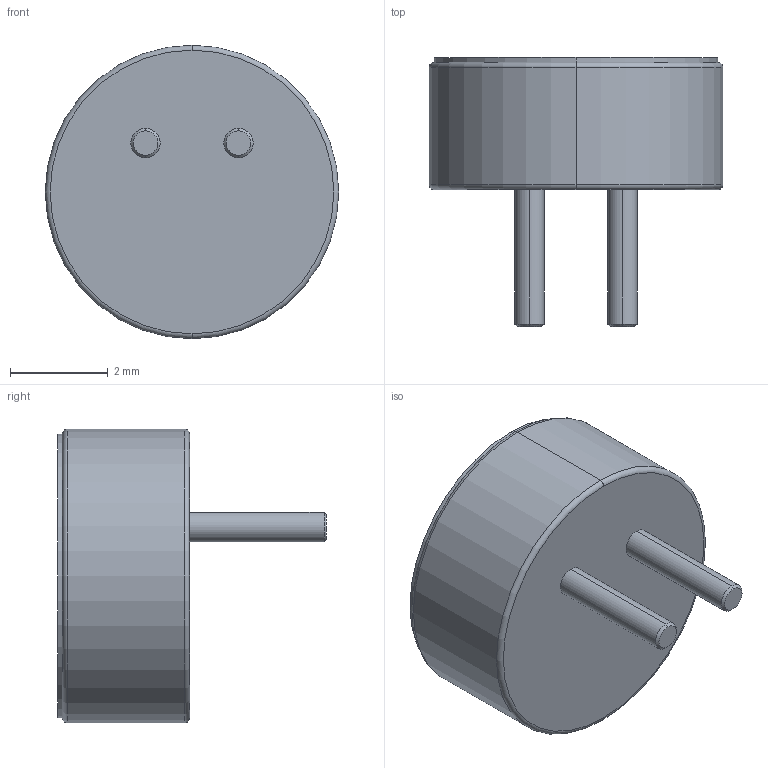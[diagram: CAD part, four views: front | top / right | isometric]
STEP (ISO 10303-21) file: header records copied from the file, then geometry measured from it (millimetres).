
FILE_DESCRIPTION (( 'STEP AP214' ), '1' );
FILE_NAME ('microphone.STEP', '2015-03-09T18:02:08', ( '' ), ( '' ), 'SwSTEP 2.0', 'SolidWorks 2014', '' );
FILE_SCHEMA (( 'AUTOMOTIVE_DESIGN' ));
Length unit declared in the file: millimetre
Products named in the file (1): microphone
Bounding box: 6 x 5.5 x 6 mm (x, y, z)
Volume: 76.9 mm3; surface area: 119.3 mm2
Topology: 1 solids, 1 shells, 23 faces, 44 edges, 26 vertices
Faces by surface type: cylinder 10, plane 5, cone 4, torus 4
Entity records: 798 total; most frequent: DIRECTION 122, CARTESIAN_POINT 94, ORIENTED_EDGE 88, AXIS2_PLACEMENT_3D 54, EDGE_CURVE 44, CIRCLE 30, EDGE_LOOP 26, VERTEX_POINT 26
